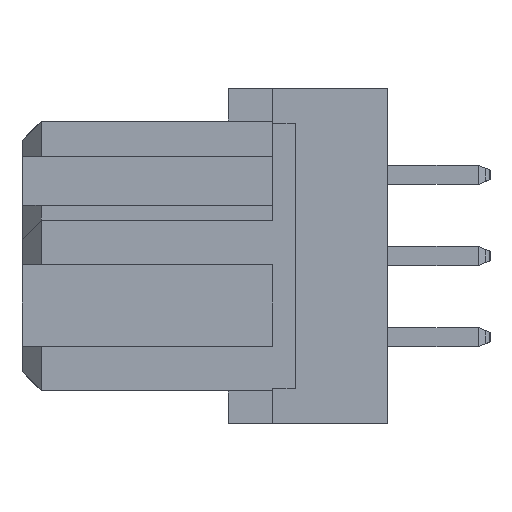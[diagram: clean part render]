
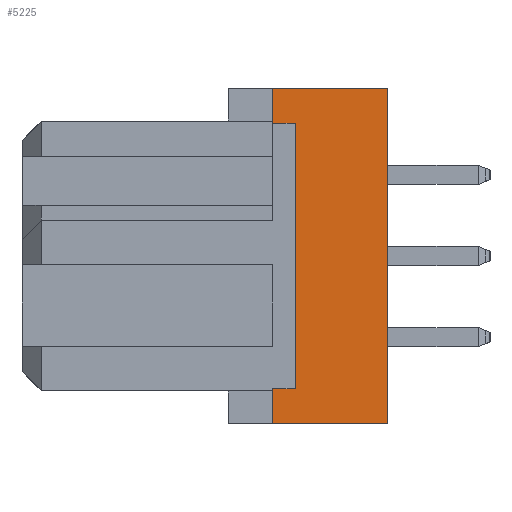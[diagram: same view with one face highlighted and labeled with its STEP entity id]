
A CAD part, left-side view. The second image highlights one B-rep face of the part: STEP entity #5225.
In plain terms, the highlighted planar face has unit normal (-1, 0, 0).
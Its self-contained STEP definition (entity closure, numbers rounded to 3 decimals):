
#635 = EDGE_CURVE('',#636,#638,#640,.T.);
#636 = VERTEX_POINT('',#637);
#637 = CARTESIAN_POINT('',(-19.5,0.,-5.25));
#638 = VERTEX_POINT('',#639);
#639 = CARTESIAN_POINT('',(-19.5,0.,5.25));
#640 = LINE('',#641,#642);
#641 = CARTESIAN_POINT('',(-19.5,0.,-5.25));
#642 = VECTOR('',#643,1.);
#643 = DIRECTION('',(0.,0.,1.));
#3748 = VERTEX_POINT('',#3749);
#3749 = CARTESIAN_POINT('',(-19.5,3.6,5.25));
#3755 = EDGE_CURVE('',#3748,#638,#3756,.T.);
#3756 = LINE('',#3757,#3758);
#3757 = CARTESIAN_POINT('',(-19.5,5.,5.25));
#3758 = VECTOR('',#3759,1.);
#3759 = DIRECTION('',(0.,-1.,0.));
#5225 = ADVANCED_FACE('',(#5226),#5276,.F.);
#5226 = FACE_BOUND('',#5227,.T.);
#5227 = EDGE_LOOP('',(#5228,#5238,#5244,#5245,#5246,#5254,#5262,#5270));
#5228 = ORIENTED_EDGE('',*,*,#5229,.T.);
#5229 = EDGE_CURVE('',#5230,#5232,#5234,.T.);
#5230 = VERTEX_POINT('',#5231);
#5231 = CARTESIAN_POINT('',(-19.5,3.6,-4.15));
#5232 = VERTEX_POINT('',#5233);
#5233 = CARTESIAN_POINT('',(-19.5,3.6,-5.25));
#5234 = LINE('',#5235,#5236);
#5235 = CARTESIAN_POINT('',(-19.5,3.6,-5.25));
#5236 = VECTOR('',#5237,1.);
#5237 = DIRECTION('',(0.,0.,-1.));
#5238 = ORIENTED_EDGE('',*,*,#5239,.T.);
#5239 = EDGE_CURVE('',#5232,#636,#5240,.T.);
#5240 = LINE('',#5241,#5242);
#5241 = CARTESIAN_POINT('',(-19.5,5.,-5.25));
#5242 = VECTOR('',#5243,1.);
#5243 = DIRECTION('',(0.,-1.,0.));
#5244 = ORIENTED_EDGE('',*,*,#635,.T.);
#5245 = ORIENTED_EDGE('',*,*,#3755,.F.);
#5246 = ORIENTED_EDGE('',*,*,#5247,.T.);
#5247 = EDGE_CURVE('',#3748,#5248,#5250,.T.);
#5248 = VERTEX_POINT('',#5249);
#5249 = CARTESIAN_POINT('',(-19.5,3.6,4.15));
#5250 = LINE('',#5251,#5252);
#5251 = CARTESIAN_POINT('',(-19.5,3.6,4.15));
#5252 = VECTOR('',#5253,1.);
#5253 = DIRECTION('',(0.,0.,-1.));
#5254 = ORIENTED_EDGE('',*,*,#5255,.F.);
#5255 = EDGE_CURVE('',#5256,#5248,#5258,.T.);
#5256 = VERTEX_POINT('',#5257);
#5257 = CARTESIAN_POINT('',(-19.5,2.9,4.15));
#5258 = LINE('',#5259,#5260);
#5259 = CARTESIAN_POINT('',(-19.5,-9.638,4.15));
#5260 = VECTOR('',#5261,1.);
#5261 = DIRECTION('',(0.,1.,0.));
#5262 = ORIENTED_EDGE('',*,*,#5263,.T.);
#5263 = EDGE_CURVE('',#5256,#5264,#5266,.T.);
#5264 = VERTEX_POINT('',#5265);
#5265 = CARTESIAN_POINT('',(-19.5,2.9,-4.15));
#5266 = LINE('',#5267,#5268);
#5267 = CARTESIAN_POINT('',(-19.5,2.9,-4.15));
#5268 = VECTOR('',#5269,1.);
#5269 = DIRECTION('',(0.,0.,-1.));
#5270 = ORIENTED_EDGE('',*,*,#5271,.T.);
#5271 = EDGE_CURVE('',#5264,#5230,#5272,.T.);
#5272 = LINE('',#5273,#5274);
#5273 = CARTESIAN_POINT('',(-19.5,-9.638,-4.15));
#5274 = VECTOR('',#5275,1.);
#5275 = DIRECTION('',(0.,1.,0.));
#5276 = PLANE('',#5277);
#5277 = AXIS2_PLACEMENT_3D('',#5278,#5279,#5280);
#5278 = CARTESIAN_POINT('',(-19.5,5.,-5.25));
#5279 = DIRECTION('',(1.,0.,0.));
#5280 = DIRECTION('',(0.,0.,-1.));
